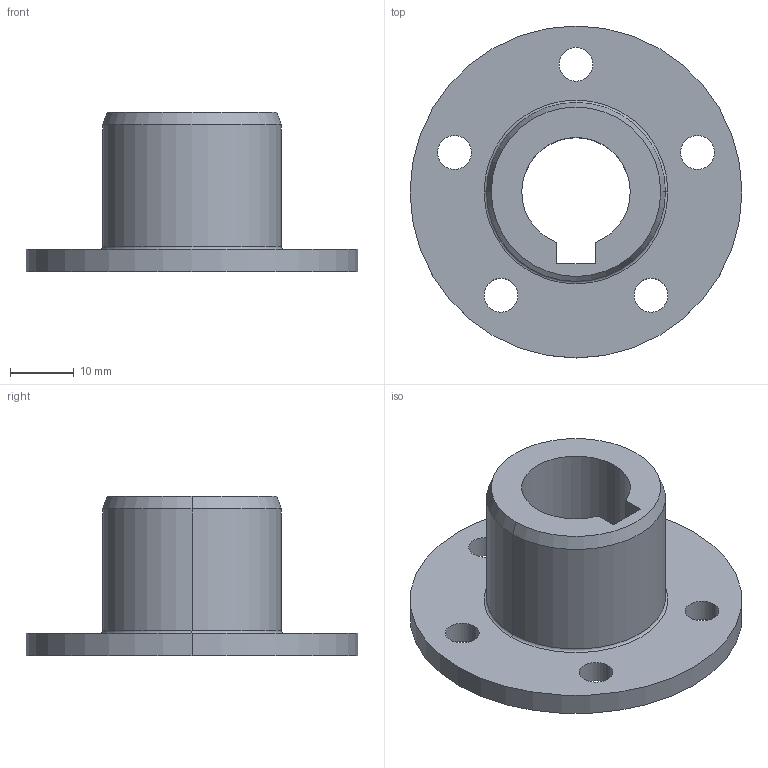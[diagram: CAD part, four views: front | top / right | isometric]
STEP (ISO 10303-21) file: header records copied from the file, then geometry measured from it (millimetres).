
FILE_DESCRIPTION (( 'STEP AP203' ), '1' );
FILE_NAME ('A-13-A.STEP', '2024-10-25T09:27:35', ( '' ), ( '' ), 'SwSTEP 2.0', 'SolidWorks 2021', '' );
FILE_SCHEMA (( 'CONFIG_CONTROL_DESIGN' ));
Length unit declared in the file: millimetre
Products named in the file (1): A-13-A
Bounding box: 52 x 52 x 25 mm (x, y, z)
Volume: 14104.2 mm3; surface area: 7719.7 mm2
Topology: 1 solids, 1 shells, 27 faces, 68 edges, 44 vertices
Faces by surface type: cylinder 17, plane 6, torus 2, cone 2
Entity records: 931 total; most frequent: DIRECTION 164, CARTESIAN_POINT 140, ORIENTED_EDGE 136, EDGE_CURVE 68, AXIS2_PLACEMENT_3D 68, VERTEX_POINT 44, CIRCLE 40, EDGE_LOOP 40
